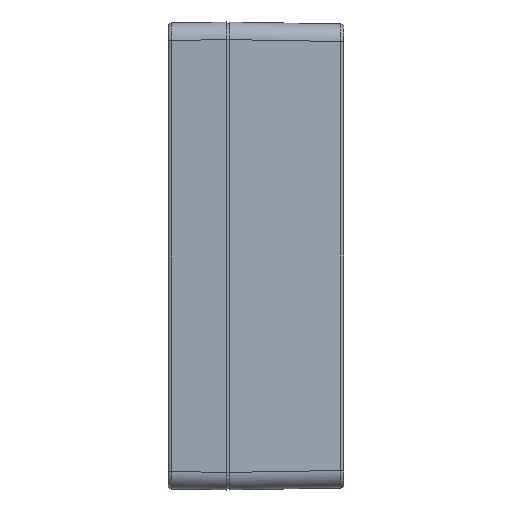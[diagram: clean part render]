
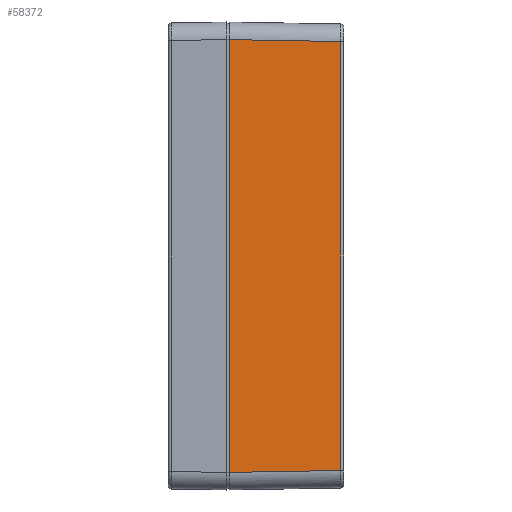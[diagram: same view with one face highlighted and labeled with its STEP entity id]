
A CAD part, left-side view. The second image highlights one B-rep face of the part: STEP entity #58372.
In plain terms, the highlighted planar face has unit normal (-1, -0.018, 0).
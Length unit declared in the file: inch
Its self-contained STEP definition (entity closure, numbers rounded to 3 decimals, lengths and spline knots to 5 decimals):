
#3433 = EDGE_CURVE ( 'NONE', #55625, #74009, #69457, .T. ) ;
#7969 = VECTOR ( 'NONE', #58971, 39.37008 ) ;
#12985 = EDGE_CURVE ( 'NONE', #95503, #74009, #58808, .T. ) ;
#13458 = DIRECTION ( 'NONE',  ( 0., 0., -1. ) ) ;
#14917 = VECTOR ( 'NONE', #83888, 39.37008 ) ;
#18509 = EDGE_CURVE ( 'NONE', #35171, #55625, #96350, .T. ) ;
#20020 = DIRECTION ( 'NONE',  ( -0.017, 1., 0. ) ) ;
#35171 = VERTEX_POINT ( 'NONE', #97750 ) ;
#37326 = AXIS2_PLACEMENT_3D ( 'NONE', #88753, #65850, #20020 ) ;
#43257 = ORIENTED_EDGE ( 'NONE', *, *, #12985, .T. ) ;
#47531 = CARTESIAN_POINT ( 'NONE',  ( -4.6976, -1.53612, -1.5748 ) ) ;
#50337 = LINE ( 'NONE', #95698, #60852 ) ;
#51263 = ORIENTED_EDGE ( 'NONE', *, *, #3433, .F. ) ;
#54099 = CARTESIAN_POINT ( 'NONE',  ( -4.6976, -1.53612, -2.88661 ) ) ;
#55625 = VERTEX_POINT ( 'NONE', #79294 ) ;
#57814 = ORIENTED_EDGE ( 'NONE', *, *, #18509, .F. ) ;
#58372 = ADVANCED_FACE ( 'NONE', ( #65358 ), #88275, .T. ) ;
#58808 = LINE ( 'NONE', #61271, #73467 ) ;
#58971 = DIRECTION ( 'NONE',  ( 0.017, -1., -0.017 ) ) ;
#60852 = VECTOR ( 'NONE', #13458, 39.37008 ) ;
#61271 = CARTESIAN_POINT ( 'NONE',  ( -4.72372, -0.03937, -2.91273 ) ) ;
#62758 = EDGE_LOOP ( 'NONE', ( #51263, #57814, #63659, #43257 ) ) ;
#63659 = ORIENTED_EDGE ( 'NONE', *, *, #68739, .T. ) ;
#65358 = FACE_OUTER_BOUND ( 'NONE', #62758, .T. ) ;
#65850 = DIRECTION ( 'NONE',  ( -1., -0.017, 0. ) ) ;
#66421 = CARTESIAN_POINT ( 'NONE',  ( -4.72352, -0.05082, 2.91253 ) ) ;
#68193 = CARTESIAN_POINT ( 'NONE',  ( -4.72372, -0.03937, -2.91273 ) ) ;
#68739 = EDGE_CURVE ( 'NONE', #35171, #95503, #50337, .T. ) ;
#69457 = LINE ( 'NONE', #47531, #14917 ) ;
#73467 = VECTOR ( 'NONE', #76191, 39.37008 ) ;
#74009 = VERTEX_POINT ( 'NONE', #54099 ) ;
#76191 = DIRECTION ( 'NONE',  ( 0.017, -1., 0.017 ) ) ;
#79294 = CARTESIAN_POINT ( 'NONE',  ( -4.6976, -1.53612, 2.88661 ) ) ;
#83888 = DIRECTION ( 'NONE',  ( 0., 0., -1. ) ) ;
#88275 = PLANE ( 'NONE',  #37326 ) ;
#88753 = CARTESIAN_POINT ( 'NONE',  ( -4.72441, 0., -3.14961 ) ) ;
#95503 = VERTEX_POINT ( 'NONE', #68193 ) ;
#95698 = CARTESIAN_POINT ( 'NONE',  ( -4.72372, -0.03937, -3.14961 ) ) ;
#96350 = LINE ( 'NONE', #66421, #7969 ) ;
#97750 = CARTESIAN_POINT ( 'NONE',  ( -4.72372, -0.03937, 2.91273 ) ) ;
